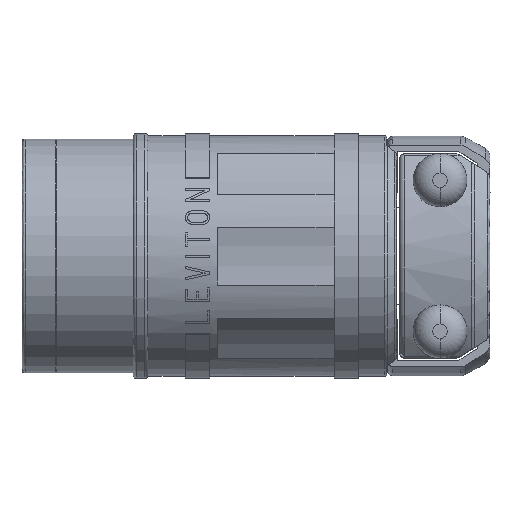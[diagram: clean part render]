
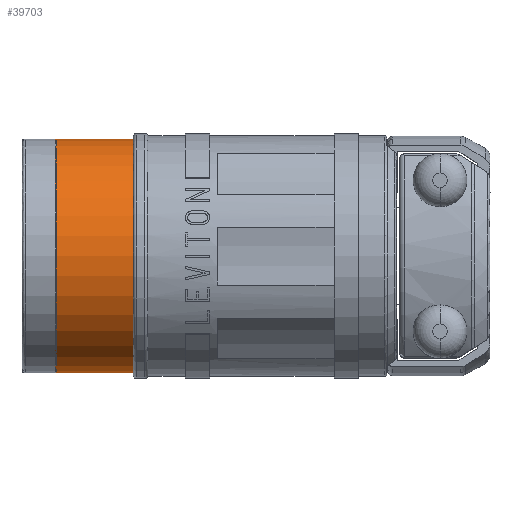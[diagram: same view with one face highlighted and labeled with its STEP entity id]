
A CAD part, top view. The second image highlights one B-rep face of the part: STEP entity #39703.
In plain terms, the highlighted cylindrical face has radius 19.05 mm (diameter 38.1 mm), a partial arc.
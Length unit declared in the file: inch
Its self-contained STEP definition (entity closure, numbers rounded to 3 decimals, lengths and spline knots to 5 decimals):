
#355 = EDGE_CURVE ( 'NONE', #25546, #43480, #5228, .T. ) ;
#1300 = CARTESIAN_POINT ( 'NONE',  ( 1.58411, -0.27, 0.00203 ) ) ;
#1609 = CARTESIAN_POINT ( 'NONE',  ( 1.58411, -1.02, 0. ) ) ;
#2138 = DIRECTION ( 'NONE',  ( -1., 0., 0. ) ) ;
#2579 = CARTESIAN_POINT ( 'NONE',  ( 2.08511, -1.02, 0. ) ) ;
#4171 = CARTESIAN_POINT ( 'NONE',  ( 2.08511, -1.77, -0.00203 ) ) ;
#5228 = CIRCLE ( 'NONE', #23940, 0.75 ) ;
#6219 = ORIENTED_EDGE ( 'NONE', *, *, #18056, .T. ) ;
#8871 = DIRECTION ( 'NONE',  ( -1., 0., 0. ) ) ;
#9651 = DIRECTION ( 'NONE',  ( 0., -1., -0.003 ) ) ;
#9709 = VERTEX_POINT ( 'NONE', #31762 ) ;
#11946 = EDGE_CURVE ( 'NONE', #43480, #35979, #17568, .T. ) ;
#12298 = FACE_OUTER_BOUND ( 'NONE', #27402, .T. ) ;
#13397 = CIRCLE ( 'NONE', #37052, 0.75 ) ;
#14577 = DIRECTION ( 'NONE',  ( -1., 0., 0. ) ) ;
#15199 = VECTOR ( 'NONE', #8871, 39.37008 ) ;
#17014 = DIRECTION ( 'NONE',  ( 0., 1., 0.003 ) ) ;
#17568 = LINE ( 'NONE', #19826, #15199 ) ;
#18056 = EDGE_CURVE ( 'NONE', #35979, #9709, #13397, .T. ) ;
#18731 = ORIENTED_EDGE ( 'NONE', *, *, #11946, .T. ) ;
#19826 = CARTESIAN_POINT ( 'NONE',  ( 2.08511, -0.27, 0.00203 ) ) ;
#23940 = AXIS2_PLACEMENT_3D ( 'NONE', #2579, #24762, #9651 ) ;
#24111 = DIRECTION ( 'NONE',  ( 1., 0., 0. ) ) ;
#24762 = DIRECTION ( 'NONE',  ( -1., 0., 0. ) ) ;
#25546 = VERTEX_POINT ( 'NONE', #4171 ) ;
#26884 = ORIENTED_EDGE ( 'NONE', *, *, #355, .T. ) ;
#27402 = EDGE_LOOP ( 'NONE', ( #26884, #18731, #6219, #46736 ) ) ;
#29374 = CYLINDRICAL_SURFACE ( 'NONE', #31579, 0.75 ) ;
#31579 = AXIS2_PLACEMENT_3D ( 'NONE', #44473, #14577, #37461 ) ;
#31762 = CARTESIAN_POINT ( 'NONE',  ( 1.58411, -1.77, -0.00203 ) ) ;
#31941 = CARTESIAN_POINT ( 'NONE',  ( 2.08511, -0.27, 0.00203 ) ) ;
#35979 = VERTEX_POINT ( 'NONE', #1300 ) ;
#37052 = AXIS2_PLACEMENT_3D ( 'NONE', #1609, #24111, #17014 ) ;
#37461 = DIRECTION ( 'NONE',  ( 0., -1., -0.003 ) ) ;
#38995 = EDGE_CURVE ( 'NONE', #25546, #9709, #39285, .T. ) ;
#39285 = LINE ( 'NONE', #43656, #44481 ) ;
#39703 = ADVANCED_FACE ( 'NONE', ( #12298 ), #29374, .T. ) ;
#43480 = VERTEX_POINT ( 'NONE', #31941 ) ;
#43656 = CARTESIAN_POINT ( 'NONE',  ( 2.08511, -1.77, -0.00203 ) ) ;
#44473 = CARTESIAN_POINT ( 'NONE',  ( 2.09763, -1.02, 0. ) ) ;
#44481 = VECTOR ( 'NONE', #2138, 39.37008 ) ;
#46736 = ORIENTED_EDGE ( 'NONE', *, *, #38995, .F. ) ;
